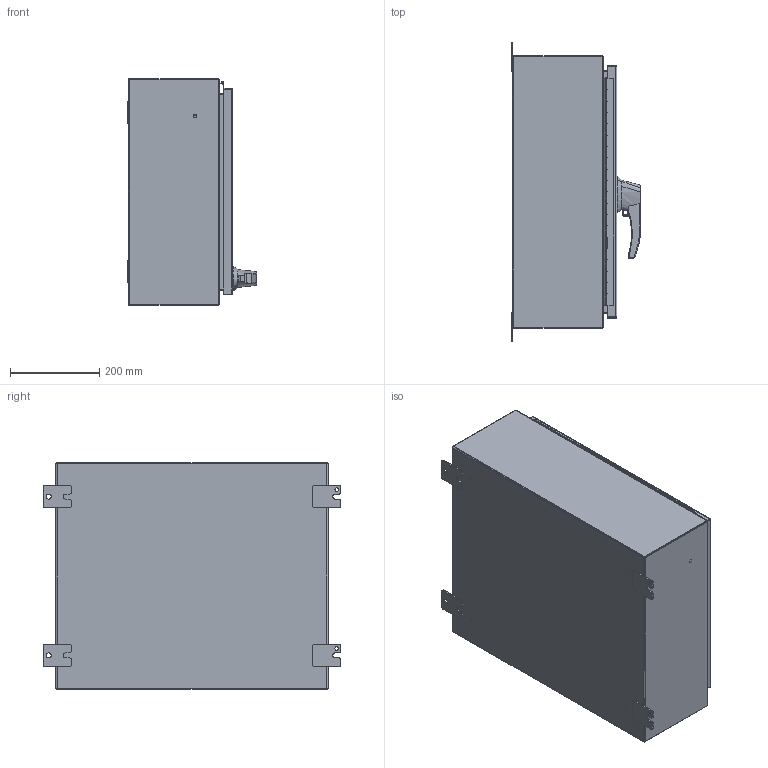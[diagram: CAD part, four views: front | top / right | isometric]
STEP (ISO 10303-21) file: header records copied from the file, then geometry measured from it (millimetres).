
FILE_DESCRIPTION (( 'STEP AP214' ), '1' );
FILE_NAME ('HW24208S16HK.STEP', '2019-08-27T14:18:47', ( '' ), ( '' ), 'SwSTEP 2.0', 'SolidWorks 2018', '' );
FILE_SCHEMA (( 'AUTOMOTIVE_DESIGN' ));
Length unit declared in the file: inch
Products named in the file (1): HW24208S16HK
Bounding box: 290.83 x 666.75 x 508 mm (x, y, z)
Volume: 2712821.8 mm3; surface area: 2724236.1 mm2
Topology: 46 solids, 47 shells, 1420 faces, 3545 edges, 2248 vertices
Faces by surface type: plane 688, cylinder 580, bspline 111, cone 41
Entity records: 101034 total; most frequent: CARTESIAN_POINT 48755, ORIENTED_EDGE 7074, DIRECTION 6588, EDGE_CURVE 3537, AXIS2_PLACEMENT_3D 2286, VERTEX_POINT 2248, LINE 2016, VECTOR 2016
